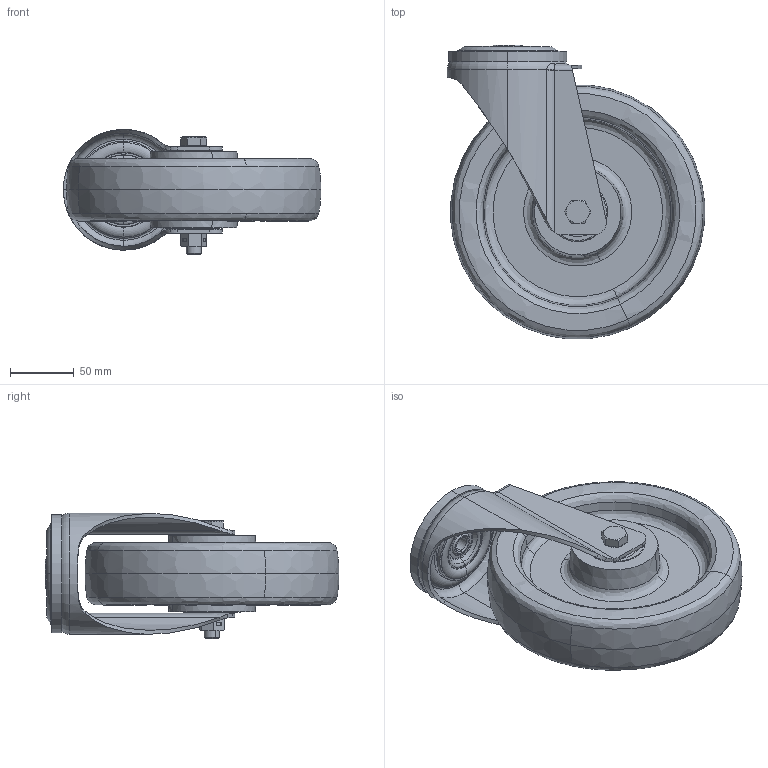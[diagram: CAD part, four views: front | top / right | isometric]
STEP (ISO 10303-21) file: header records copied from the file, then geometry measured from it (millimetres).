
FILE_DESCRIPTION (( 'STEP AP214' ), '1' );
FILE_NAME ('0056240.step', '2023-08-02T08:20:57', ( '' ), ( '' ), 'SwSTEP 2.0', 'SolidWorks 2020', '' );
FILE_SCHEMA (( 'AUTOMOTIVE_DESIGN' ));
Length unit declared in the file: millimetre
Products named in the file (1): 0056240
Bounding box: 202.27 x 230.65 x 98.5 mm (x, y, z)
Surface area: 225916.3 mm2 (no closed solid volume)
Topology: 0 solids, 22 shells, 372 faces, 798 edges, 473 vertices
Faces by surface type: cylinder 95, plane 89, torus 78, cone 63, bspline 42, sphere 5
Entity records: 18889 total; most frequent: CARTESIAN_POINT 6600, DIRECTION 1802, ORIENTED_EDGE 1558, AXIS2_PLACEMENT_3D 795, EDGE_CURVE 788, VERTEX_POINT 468, CIRCLE 464, EDGE_LOOP 423
